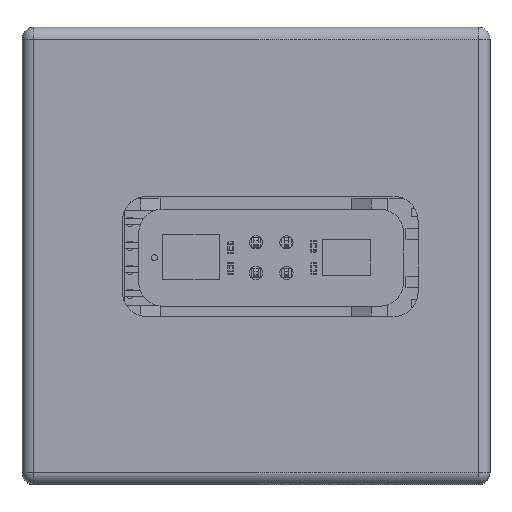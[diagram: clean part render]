
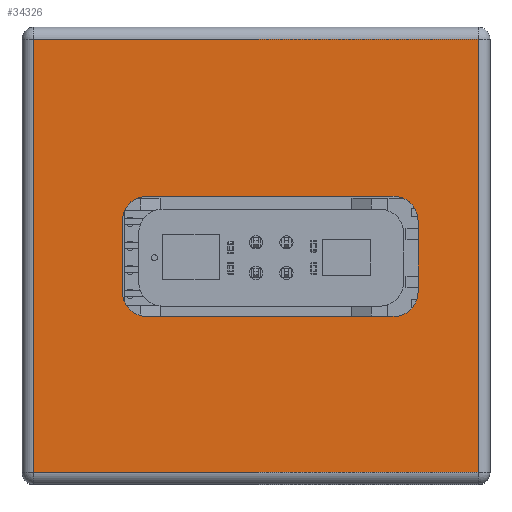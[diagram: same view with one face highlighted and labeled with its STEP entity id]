
A CAD part, top view. The second image highlights one B-rep face of the part: STEP entity #34326.
In plain terms, the highlighted planar face has unit normal (0, 0, 1).
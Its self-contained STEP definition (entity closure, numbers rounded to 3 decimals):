
#1824=FACE_BOUND('',#6535,.T.);
#2482=CIRCLE('',#37144,2.);
#2483=CIRCLE('',#37147,2.);
#2484=CIRCLE('',#37150,2.);
#2485=CIRCLE('',#37153,2.);
#4606=FACE_OUTER_BOUND('',#6534,.T.);
#6534=EDGE_LOOP('',(#31223,#31224,#31225,#31226));
#6535=EDGE_LOOP('',(#31227,#31228,#31229,#31230,#31231,#31232,#31233,#31234));
#10392=LINE('',#59251,#14254);
#10395=LINE('',#59259,#14257);
#10398=LINE('',#59267,#14260);
#10401=LINE('',#59274,#14263);
#10414=LINE('',#59322,#14276);
#10415=LINE('',#59332,#14277);
#10416=LINE('',#59334,#14278);
#10417=LINE('',#59336,#14279);
#14254=VECTOR('',#46126,10.);
#14257=VECTOR('',#46135,10.);
#14260=VECTOR('',#46144,10.);
#14263=VECTOR('',#46153,10.);
#14276=VECTOR('',#46214,10.);
#14277=VECTOR('',#46229,10.);
#14278=VECTOR('',#46232,10.);
#14279=VECTOR('',#46235,10.);
#17462=VERTEX_POINT('',#59244);
#17463=VERTEX_POINT('',#59246);
#17464=VERTEX_POINT('',#59250);
#17465=VERTEX_POINT('',#59254);
#17466=VERTEX_POINT('',#59258);
#17467=VERTEX_POINT('',#59262);
#17468=VERTEX_POINT('',#59266);
#17469=VERTEX_POINT('',#59270);
#17479=VERTEX_POINT('',#59312);
#17480=VERTEX_POINT('',#59318);
#17481=VERTEX_POINT('',#59324);
#17482=VERTEX_POINT('',#59328);
#22138=EDGE_CURVE('',#17463,#17462,#2482,.T.);
#22140=EDGE_CURVE('',#17464,#17463,#10392,.T.);
#22142=EDGE_CURVE('',#17465,#17464,#2483,.T.);
#22144=EDGE_CURVE('',#17466,#17465,#10395,.T.);
#22146=EDGE_CURVE('',#17467,#17466,#2484,.T.);
#22148=EDGE_CURVE('',#17468,#17467,#10398,.T.);
#22150=EDGE_CURVE('',#17469,#17468,#2485,.T.);
#22152=EDGE_CURVE('',#17462,#17469,#10401,.T.);
#22175=EDGE_CURVE('',#17479,#17480,#10414,.T.);
#22180=EDGE_CURVE('',#17480,#17482,#10415,.T.);
#22181=EDGE_CURVE('',#17482,#17481,#10416,.T.);
#22182=EDGE_CURVE('',#17481,#17479,#10417,.T.);
#31223=ORIENTED_EDGE('',*,*,#22175,.F.);
#31224=ORIENTED_EDGE('',*,*,#22182,.F.);
#31225=ORIENTED_EDGE('',*,*,#22181,.F.);
#31226=ORIENTED_EDGE('',*,*,#22180,.F.);
#31227=ORIENTED_EDGE('',*,*,#22146,.T.);
#31228=ORIENTED_EDGE('',*,*,#22144,.T.);
#31229=ORIENTED_EDGE('',*,*,#22142,.T.);
#31230=ORIENTED_EDGE('',*,*,#22140,.T.);
#31231=ORIENTED_EDGE('',*,*,#22138,.T.);
#31232=ORIENTED_EDGE('',*,*,#22152,.T.);
#31233=ORIENTED_EDGE('',*,*,#22150,.T.);
#31234=ORIENTED_EDGE('',*,*,#22148,.T.);
#32584=PLANE('',#37188);
#34326=ADVANCED_FACE('',(#4606,#1824),#32584,.T.);
#37144=AXIS2_PLACEMENT_3D('',#59247,#46121,#46122);
#37147=AXIS2_PLACEMENT_3D('',#59255,#46130,#46131);
#37150=AXIS2_PLACEMENT_3D('',#59263,#46139,#46140);
#37153=AXIS2_PLACEMENT_3D('',#59271,#46148,#46149);
#37188=AXIS2_PLACEMENT_3D('',#59337,#46236,#46237);
#46121=DIRECTION('center_axis',(0.,0.,-1.));
#46122=DIRECTION('ref_axis',(1.,0.,0.));
#46126=DIRECTION('',(1.,0.,0.));
#46130=DIRECTION('center_axis',(0.,0.,-1.));
#46131=DIRECTION('ref_axis',(0.,1.,0.));
#46135=DIRECTION('',(0.,1.,0.));
#46139=DIRECTION('center_axis',(0.,0.,-1.));
#46140=DIRECTION('ref_axis',(-1.,0.,0.));
#46144=DIRECTION('',(-1.,0.,0.));
#46148=DIRECTION('center_axis',(0.,0.,-1.));
#46149=DIRECTION('ref_axis',(0.,-1.,0.));
#46153=DIRECTION('',(0.,-1.,0.));
#46214=DIRECTION('',(1.,0.,0.));
#46229=DIRECTION('',(0.,-1.,0.));
#46232=DIRECTION('',(-1.,0.,0.));
#46235=DIRECTION('',(0.,1.,0.));
#46236=DIRECTION('center_axis',(0.,0.,1.));
#46237=DIRECTION('ref_axis',(1.,0.,0.));
#59244=CARTESIAN_POINT('',(32.,22.,20.));
#59246=CARTESIAN_POINT('',(30.,24.,20.));
#59247=CARTESIAN_POINT('Origin',(30.,22.,20.));
#59250=CARTESIAN_POINT('',(9.367,24.,20.));
#59251=CARTESIAN_POINT('',(13.933,24.,20.));
#59254=CARTESIAN_POINT('',(7.367,22.,20.));
#59255=CARTESIAN_POINT('Origin',(9.367,22.,20.));
#59258=CARTESIAN_POINT('',(7.367,16.,20.));
#59259=CARTESIAN_POINT('',(7.367,17.525,20.));
#59262=CARTESIAN_POINT('',(9.367,14.,20.));
#59263=CARTESIAN_POINT('Origin',(9.367,16.,20.));
#59266=CARTESIAN_POINT('',(30.,14.,20.));
#59267=CARTESIAN_POINT('',(24.25,14.,20.));
#59270=CARTESIAN_POINT('',(32.,16.,20.));
#59271=CARTESIAN_POINT('Origin',(30.,16.,20.));
#59274=CARTESIAN_POINT('',(32.,20.525,20.));
#59312=CARTESIAN_POINT('',(0.,37.1,20.));
#59318=CARTESIAN_POINT('',(37.,37.1,20.));
#59322=CARTESIAN_POINT('',(28.25,37.1,20.));
#59324=CARTESIAN_POINT('',(0.,1.,20.));
#59328=CARTESIAN_POINT('',(37.,1.,20.));
#59332=CARTESIAN_POINT('',(37.,9.525,20.));
#59334=CARTESIAN_POINT('',(8.75,1.,20.));
#59336=CARTESIAN_POINT('',(0.,28.575,20.));
#59337=CARTESIAN_POINT('Origin',(18.5,19.05,20.));
